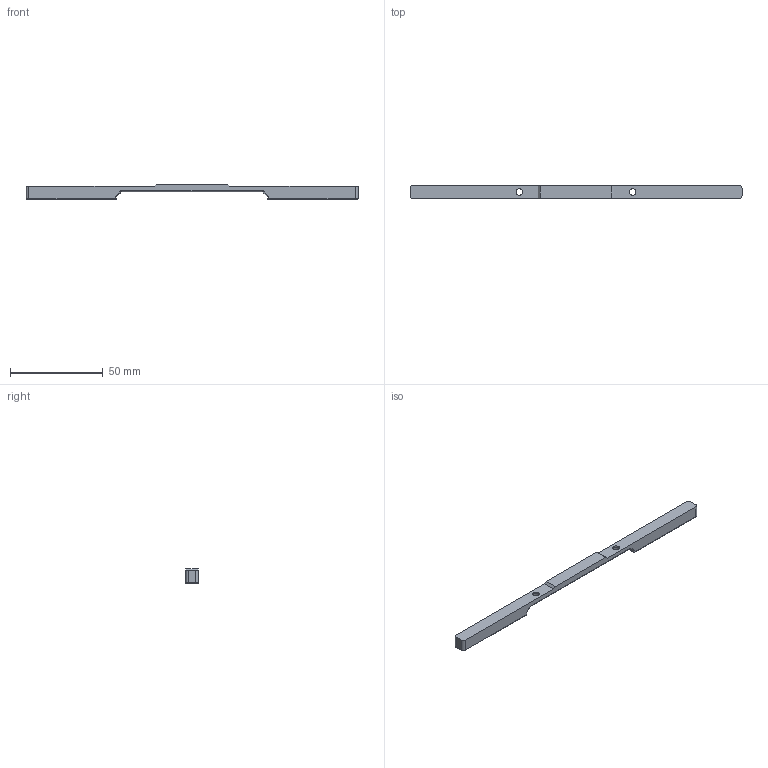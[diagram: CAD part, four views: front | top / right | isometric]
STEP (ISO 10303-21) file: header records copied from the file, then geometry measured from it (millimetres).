
FILE_DESCRIPTION(('HOOPS Exchange Step'),'2;1');
FILE_NAME('temp_export','2024-01-01T15:28:11+08:00',('mobile'),('Shapr3D Limited'),'HOOPS Exchange 2023.2','Shapr3D','Authorized');
FILE_SCHEMA( ('AUTOMOTIVE_DESIGN { 1 0 10303 214 1 1 1 1 }') );
Length unit declared in the file: millimetre
Products named in the file (1): root
Bounding box: 179.3 x 6.92 x 8 mm (x, y, z)
Volume: 6329.6 mm3; surface area: 4590.6 mm2
Topology: 1 solids, 1 shells, 66 faces, 156 edges, 92 vertices
Faces by surface type: cylinder 34, plane 24, torus 4, sphere 4
Full cylindrical faces by diameter (mm): 3.5 x2, 5.7 x2
Entity records: 1888 total; most frequent: DIRECTION 350, CARTESIAN_POINT 311, ORIENTED_EDGE 304, EDGE_CURVE 152, AXIS2_PLACEMENT_3D 131, VERTEX_POINT 92, VECTOR 88, LINE 88
